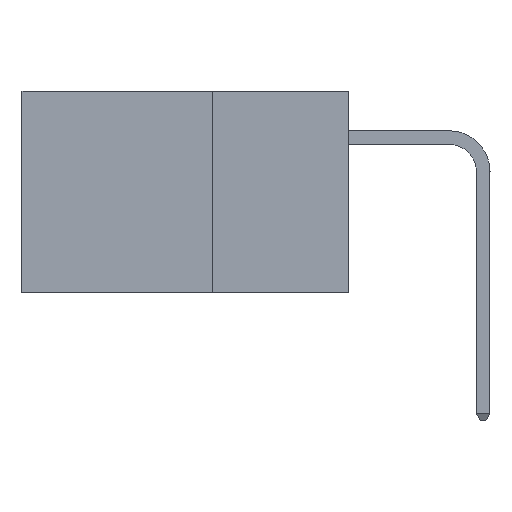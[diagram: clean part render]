
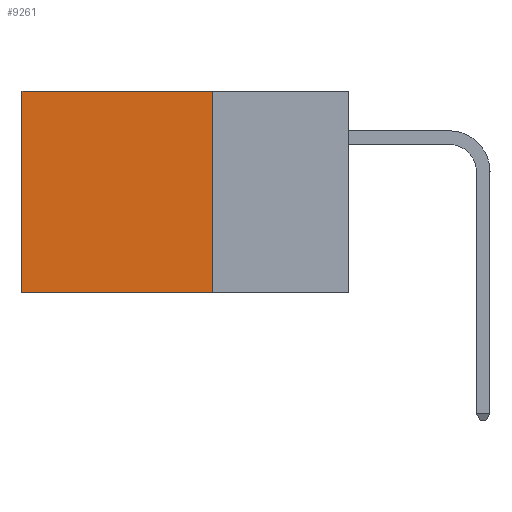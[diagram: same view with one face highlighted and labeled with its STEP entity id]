
A CAD part, left-side view. The second image highlights one B-rep face of the part: STEP entity #9261.
In plain terms, the highlighted planar face has unit normal (-1, 0, 0).
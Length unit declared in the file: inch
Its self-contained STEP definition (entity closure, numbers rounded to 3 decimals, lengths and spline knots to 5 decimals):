
#295 = PLANE ( 'NONE',  #1270 ) ;
#1270 = AXIS2_PLACEMENT_3D ( 'NONE', #2510, #5017, #11698 ) ;
#1635 = VERTEX_POINT ( 'NONE', #7206 ) ;
#1655 = DIRECTION ( 'NONE',  ( 0., 1., 0. ) ) ;
#1922 = ORIENTED_EDGE ( 'NONE', *, *, #5546, .T. ) ;
#2510 = CARTESIAN_POINT ( 'NONE',  ( 0.2875, 0.25, 0. ) ) ;
#2796 = VECTOR ( 'NONE', #9055, 39.37008 ) ;
#3297 = VERTEX_POINT ( 'NONE', #4650 ) ;
#3850 = LINE ( 'NONE', #13472, #2796 ) ;
#4453 = LINE ( 'NONE', #10143, #11361 ) ;
#4650 = CARTESIAN_POINT ( 'NONE',  ( 0.2875, 0.25, 0. ) ) ;
#5017 = DIRECTION ( 'NONE',  ( 1., 0., 0. ) ) ;
#5480 = EDGE_CURVE ( 'NONE', #9656, #1635, #3850, .T. ) ;
#5546 = EDGE_CURVE ( 'NONE', #3297, #9656, #13715, .T. ) ;
#6443 = ORIENTED_EDGE ( 'NONE', *, *, #7139, .F. ) ;
#6761 = VECTOR ( 'NONE', #12877, 39.37008 ) ;
#6948 = LINE ( 'NONE', #13969, #6761 ) ;
#7139 = EDGE_CURVE ( 'NONE', #12246, #1635, #6948, .T. ) ;
#7206 = CARTESIAN_POINT ( 'NONE',  ( 0.2875, 0.6, -0.37 ) ) ;
#8322 = CARTESIAN_POINT ( 'NONE',  ( 0.2875, 0.25, 0. ) ) ;
#8502 = EDGE_CURVE ( 'NONE', #3297, #12246, #4453, .T. ) ;
#9055 = DIRECTION ( 'NONE',  ( 0., 0., -1. ) ) ;
#9168 = ORIENTED_EDGE ( 'NONE', *, *, #5480, .T. ) ;
#9261 = ADVANCED_FACE ( 'NONE', ( #12030 ), #295, .F. ) ;
#9656 = VERTEX_POINT ( 'NONE', #11810 ) ;
#9780 = EDGE_LOOP ( 'NONE', ( #9168, #6443, #14364, #1922 ) ) ;
#10143 = CARTESIAN_POINT ( 'NONE',  ( 0.2875, 0.25, 0. ) ) ;
#11361 = VECTOR ( 'NONE', #12511, 39.37008 ) ;
#11698 = DIRECTION ( 'NONE',  ( 0., 0., -1. ) ) ;
#11810 = CARTESIAN_POINT ( 'NONE',  ( 0.2875, 0.6, 0. ) ) ;
#12030 = FACE_OUTER_BOUND ( 'NONE', #9780, .T. ) ;
#12246 = VERTEX_POINT ( 'NONE', #13224 ) ;
#12511 = DIRECTION ( 'NONE',  ( 0., 0., -1. ) ) ;
#12877 = DIRECTION ( 'NONE',  ( 0., 1., 0. ) ) ;
#13224 = CARTESIAN_POINT ( 'NONE',  ( 0.2875, 0.25, -0.37 ) ) ;
#13472 = CARTESIAN_POINT ( 'NONE',  ( 0.2875, 0.6, 0. ) ) ;
#13715 = LINE ( 'NONE', #8322, #14062 ) ;
#13969 = CARTESIAN_POINT ( 'NONE',  ( 0.2875, 0.25, -0.37 ) ) ;
#14062 = VECTOR ( 'NONE', #1655, 39.37008 ) ;
#14364 = ORIENTED_EDGE ( 'NONE', *, *, #8502, .F. ) ;
